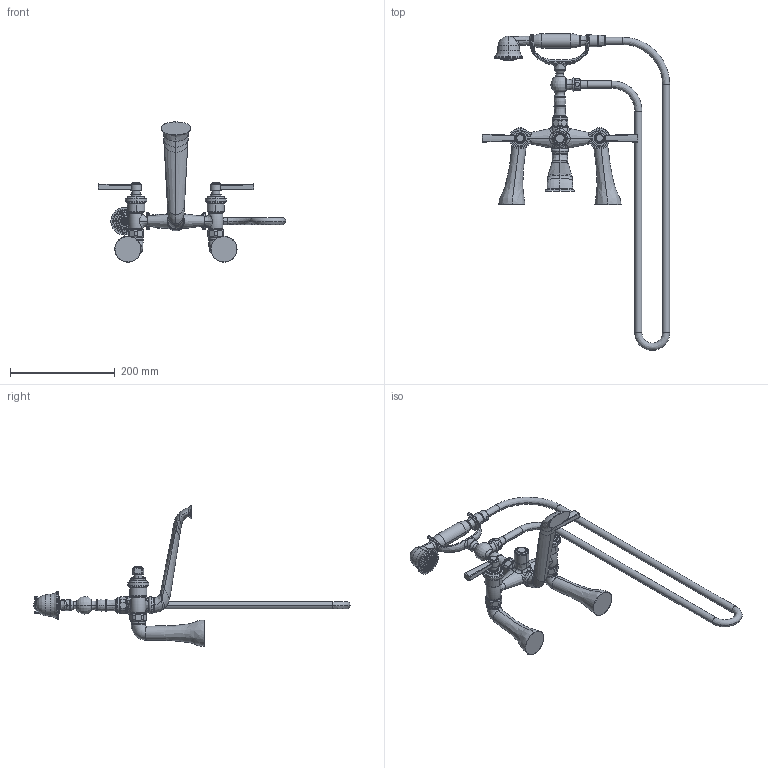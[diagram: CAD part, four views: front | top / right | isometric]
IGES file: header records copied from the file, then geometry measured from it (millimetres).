
Start section:  PTC IGES file: 1620-4273.igs
Global section: file name: 1620-4273.igs; native system: Creo Parametric by PTC Inc.; preprocessor: 2018400; author: jinson.thomas; organization: Unknown; date: 20210115.112645; units: inch
Bounding box: 358.74 x 606.04 x 268.56 mm (x, y, z)
Volume: 1023986.5 mm3; surface area: 194862.9 mm2
Topology: 1 solids, 1 shells, 866 faces, 1967 edges, 1203 vertices
Faces by surface type: revolution 520, bspline 342, extrusion 4
